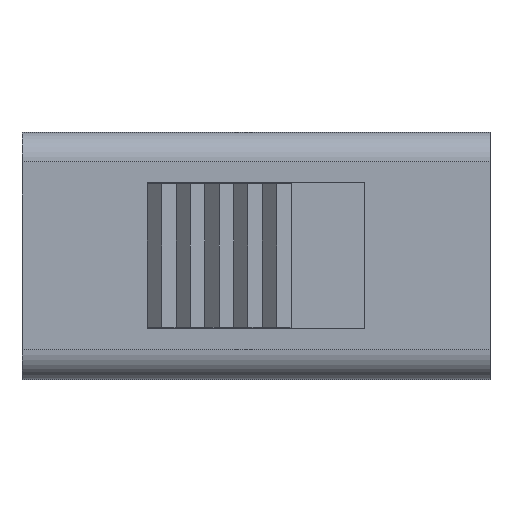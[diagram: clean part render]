
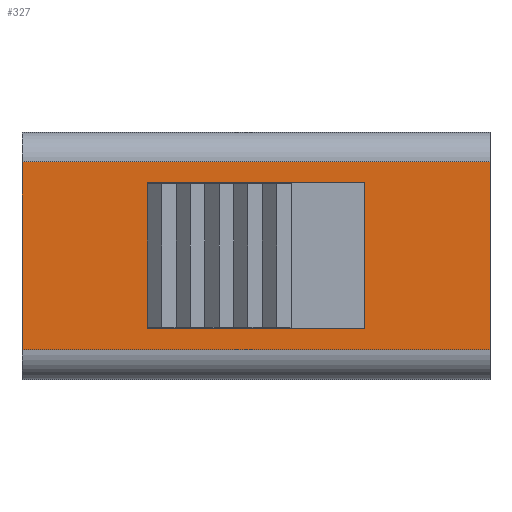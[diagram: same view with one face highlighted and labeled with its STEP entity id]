
A CAD part, top view. The second image highlights one B-rep face of the part: STEP entity #327.
In plain terms, the highlighted planar face has unit normal (0, 0, 1).
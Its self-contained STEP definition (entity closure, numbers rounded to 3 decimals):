
#195 = VERTEX_POINT('',#196);
#196 = CARTESIAN_POINT('',(-6.365,-2.565,8.5
    ));
#203 = EDGE_CURVE('',#204,#195,#206,.T.);
#204 = VERTEX_POINT('',#205);
#205 = CARTESIAN_POINT('',(-6.365,2.535,8.5
    ));
#206 = LINE('',#207,#208);
#207 = CARTESIAN_POINT('',(-6.365,2.535,8.5
    ));
#208 = VECTOR('',#209,1.);
#209 = DIRECTION('',(-0.,-1.,-0.));
#308 = VERTEX_POINT('',#309);
#309 = CARTESIAN_POINT('',(6.335,-2.565,8.5)
  );
#316 = EDGE_CURVE('',#308,#195,#317,.T.);
#317 = LINE('',#318,#319);
#318 = CARTESIAN_POINT('',(14.816,-2.565,8.5
    ));
#319 = VECTOR('',#320,1.);
#320 = DIRECTION('',(-1.,0.,0.));
#327 = ADVANCED_FACE('',(#328,#362),#380,.F.);
#328 = FACE_BOUND('',#329,.T.);
#329 = EDGE_LOOP('',(#330,#340,#348,#356));
#330 = ORIENTED_EDGE('',*,*,#331,.F.);
#331 = EDGE_CURVE('',#332,#334,#336,.T.);
#332 = VERTEX_POINT('',#333);
#333 = CARTESIAN_POINT('',(2.935,1.965,8.5)
  );
#334 = VERTEX_POINT('',#335);
#335 = CARTESIAN_POINT('',(-2.965,1.965,8.5
    ));
#336 = LINE('',#337,#338);
#337 = CARTESIAN_POINT('',(-2.965,1.965,8.5
    ));
#338 = VECTOR('',#339,1.);
#339 = DIRECTION('',(-1.,-0.,-0.));
#340 = ORIENTED_EDGE('',*,*,#341,.F.);
#341 = EDGE_CURVE('',#342,#332,#344,.T.);
#342 = VERTEX_POINT('',#343);
#343 = CARTESIAN_POINT('',(2.935,-1.995,8.5
    ));
#344 = LINE('',#345,#346);
#345 = CARTESIAN_POINT('',(2.935,-1.995,8.5
    ));
#346 = VECTOR('',#347,1.);
#347 = DIRECTION('',(0.,1.,0.));
#348 = ORIENTED_EDGE('',*,*,#349,.F.);
#349 = EDGE_CURVE('',#350,#342,#352,.T.);
#350 = VERTEX_POINT('',#351);
#351 = CARTESIAN_POINT('',(-2.965,-1.995,
    8.5));
#352 = LINE('',#353,#354);
#353 = CARTESIAN_POINT('',(-2.965,-1.995,
    8.5));
#354 = VECTOR('',#355,1.);
#355 = DIRECTION('',(1.,0.,0.));
#356 = ORIENTED_EDGE('',*,*,#357,.F.);
#357 = EDGE_CURVE('',#334,#350,#358,.T.);
#358 = LINE('',#359,#360);
#359 = CARTESIAN_POINT('',(-2.965,-1.995,
    8.5));
#360 = VECTOR('',#361,1.);
#361 = DIRECTION('',(-0.,-1.,-0.));
#362 = FACE_BOUND('',#363,.T.);
#363 = EDGE_LOOP('',(#364,#365,#373,#379));
#364 = ORIENTED_EDGE('',*,*,#316,.F.);
#365 = ORIENTED_EDGE('',*,*,#366,.T.);
#366 = EDGE_CURVE('',#308,#367,#369,.T.);
#367 = VERTEX_POINT('',#368);
#368 = CARTESIAN_POINT('',(6.335,2.535,8.5)
  );
#369 = LINE('',#370,#371);
#370 = CARTESIAN_POINT('',(6.335,2.535,8.5)
  );
#371 = VECTOR('',#372,1.);
#372 = DIRECTION('',(0.,1.,0.));
#373 = ORIENTED_EDGE('',*,*,#374,.T.);
#374 = EDGE_CURVE('',#367,#204,#375,.T.);
#375 = LINE('',#376,#377);
#376 = CARTESIAN_POINT('',(14.816,2.535,8.5
    ));
#377 = VECTOR('',#378,1.);
#378 = DIRECTION('',(-1.,0.,0.));
#379 = ORIENTED_EDGE('',*,*,#203,.T.);
#380 = PLANE('',#381);
#381 = AXIS2_PLACEMENT_3D('',#382,#383,#384);
#382 = CARTESIAN_POINT('',(14.816,2.535,8.5
    ));
#383 = DIRECTION('',(0.,0.,-1.));
#384 = DIRECTION('',(-1.,0.,0.));
